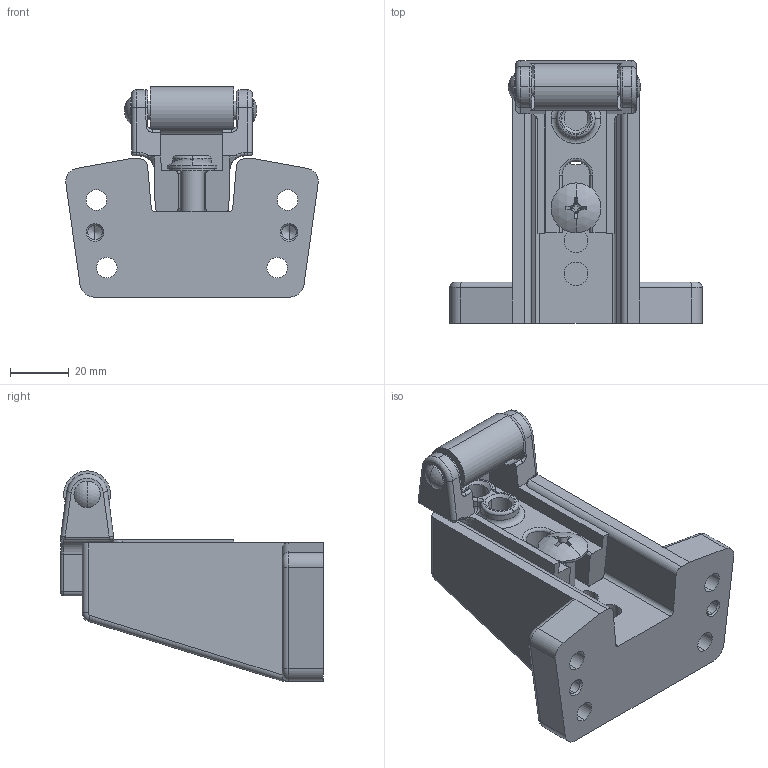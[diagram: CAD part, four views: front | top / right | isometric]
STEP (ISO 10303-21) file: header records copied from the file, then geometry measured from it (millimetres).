
FILE_DESCRIPTION (( 'STEP AP203' ), '1' );
FILE_NAME ('sone3D.STEP', '2016-04-19T03:52:06', ( '' ), ( '' ), 'SwSTEP 2.0', 'SolidWorks 2014', '' );
FILE_SCHEMA (( 'CONFIG_CONTROL_DESIGN' ));
Length unit declared in the file: millimetre
Products named in the file (5): 呼び8歯付座金_; 十字穴付トラス小ネジ; sone3D; FA-601S-2.3_受座; FA-601止金(中)
Assembly tree (6 placements, depth 2):
  sone3D
    FA-601S-2.3_受座
    FA-601止金(中)
    呼び8歯付座金_  x2
    十字穴付トラス小ネジ  x2
Bounding box: 85.89 x 89.31 x 71.5 mm (x, y, z)
Volume: 139086.7 mm3; surface area: 38967.3 mm2
Topology: 6 solids, 6 shells, 290 faces, 730 edges, 453 vertices
Faces by surface type: cylinder 125, plane 76, torus 28, bspline 27, cone 24, sphere 10
Entity records: 9432 total; most frequent: CARTESIAN_POINT 2608, DIRECTION 1353, ORIENTED_EDGE 1312, EDGE_CURVE 656, AXIS2_PLACEMENT_3D 535, VERTEX_POINT 408, EDGE_LOOP 294, VECTOR 283
